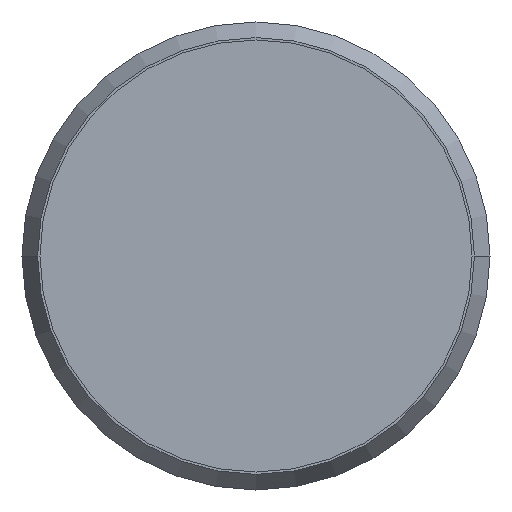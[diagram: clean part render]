
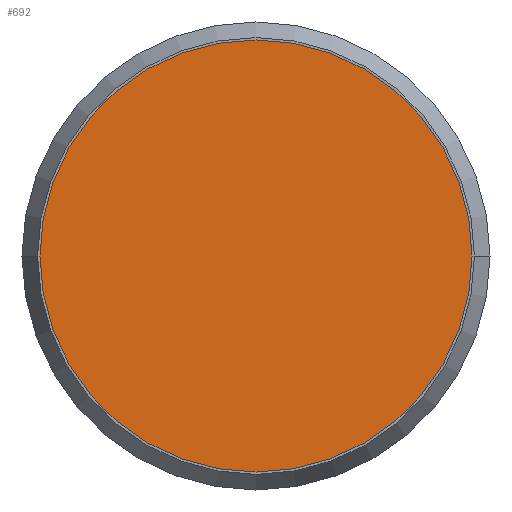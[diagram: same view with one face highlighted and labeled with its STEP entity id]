
A CAD part, front view. The second image highlights one B-rep face of the part: STEP entity #692.
In plain terms, the highlighted planar face has unit normal (0, -1, 0).
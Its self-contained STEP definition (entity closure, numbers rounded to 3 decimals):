
#131=CARTESIAN_POINT('',(0.,-50.,0.));
#132=DIRECTION('',(0.,-1.,0.));
#133=DIRECTION('',(-1.,0.,0.));
#134=AXIS2_PLACEMENT_3D('',#131,#132,#133);
#136=CARTESIAN_POINT('',(0.,-50.,0.));
#137=DIRECTION('',(0.,-1.,0.));
#138=DIRECTION('',(1.,0.,0.));
#139=AXIS2_PLACEMENT_3D('',#136,#137,#138);
#398=CARTESIAN_POINT('',(-13.85,-50.,0.));
#399=CARTESIAN_POINT('',(13.85,-50.,0.));
#400=VERTEX_POINT('',#398);
#401=VERTEX_POINT('',#399);
#683=CARTESIAN_POINT('',(0.,-50.,0.));
#684=DIRECTION('',(0.,-1.,0.));
#685=DIRECTION('',(-1.,0.,0.));
#686=AXIS2_PLACEMENT_3D('',#683,#684,#685);
#687=PLANE('',#686);
#688=ORIENTED_EDGE('',*,*,#649,.F.);
#689=ORIENTED_EDGE('',*,*,#670,.F.);
#690=EDGE_LOOP('',(#688,#689));
#691=FACE_OUTER_BOUND('',#690,.F.);
#692=ADVANCED_FACE('',(#691),#687,.T.);
#135=CIRCLE('',#134,13.85);
#140=CIRCLE('',#139,13.85);
#649=EDGE_CURVE('',#400,#401,#135,.T.);
#670=EDGE_CURVE('',#401,#400,#140,.T.);
